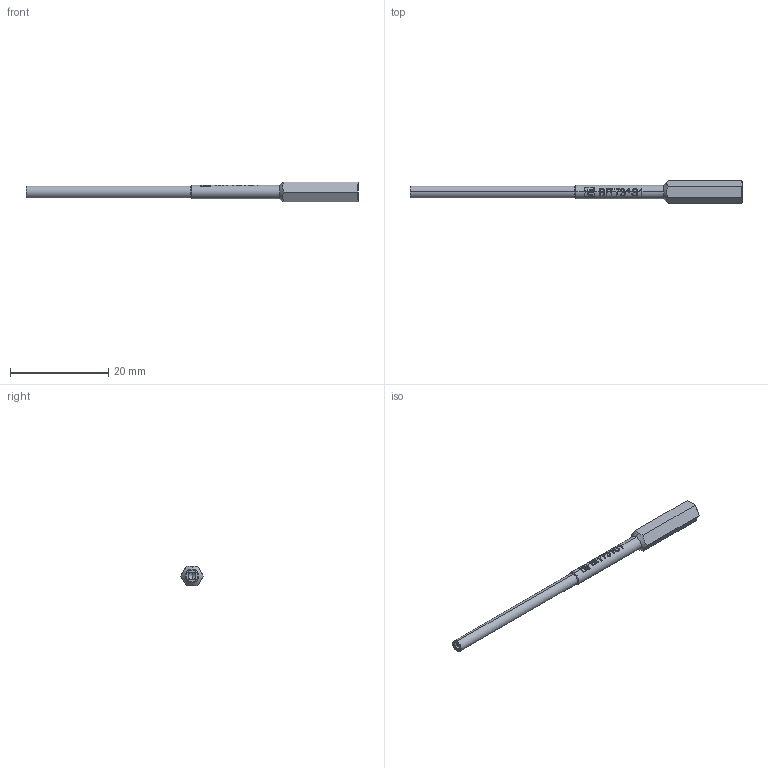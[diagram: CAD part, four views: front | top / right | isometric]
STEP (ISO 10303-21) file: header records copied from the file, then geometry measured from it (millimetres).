
FILE_DESCRIPTION (( 'STEP AP214' ), '1' );
FILE_NAME ('MOD-BIT731S1.STEP', '2021-02-26T13:58:34', ( '' ), ( '' ), 'SwSTEP 2.0', 'SolidWorks 2020', '' );
FILE_SCHEMA (( 'AUTOMOTIVE_DESIGN' ));
Length unit declared in the file: millimetre
Products named in the file (1): MOD-BIT731S1
Bounding box: 67.5 x 4.62 x 4 mm (x, y, z)
Volume: 453.8 mm3; surface area: 721.9 mm2
Topology: 1 solids, 1 shells, 177 faces, 502 edges, 329 vertices
Faces by surface type: plane 90, bspline 48, cylinder 33, cone 6
Entity records: 9653 total; most frequent: CARTESIAN_POINT 5420, ORIENTED_EDGE 1000, DIRECTION 697, EDGE_CURVE 500, VERTEX_POINT 329, AXIS2_PLACEMENT_3D 244, LINE 209, VECTOR 209
